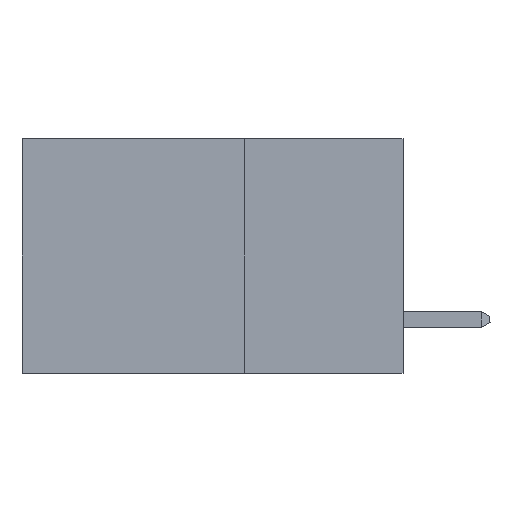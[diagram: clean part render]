
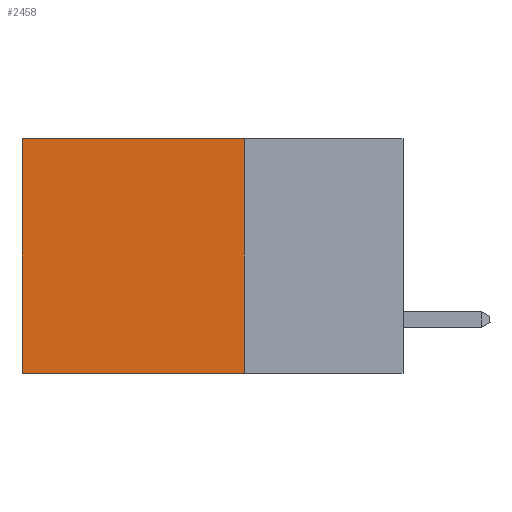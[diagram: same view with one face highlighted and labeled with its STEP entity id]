
A CAD part, left-side view. The second image highlights one B-rep face of the part: STEP entity #2458.
In plain terms, the highlighted planar face has unit normal (-1, 0, 0).
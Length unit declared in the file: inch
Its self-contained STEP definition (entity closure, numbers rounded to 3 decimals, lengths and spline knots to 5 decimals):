
#202 = ORIENTED_EDGE ( 'NONE', *, *, #15549, .F. ) ;
#255 = CARTESIAN_POINT ( 'NONE',  ( 0.2875, 0.25, -0.37 ) ) ;
#771 = EDGE_CURVE ( 'NONE', #1138, #12985, #4605, .T. ) ;
#1138 = VERTEX_POINT ( 'NONE', #10639 ) ;
#2458 = ADVANCED_FACE ( 'NONE', ( #5025 ), #11730, .F. ) ;
#3133 = LINE ( 'NONE', #255, #13790 ) ;
#3212 = CARTESIAN_POINT ( 'NONE',  ( 0.2875, 0.25, 0. ) ) ;
#3529 = LINE ( 'NONE', #17263, #4918 ) ;
#3792 = DIRECTION ( 'NONE',  ( 0., 0., -1. ) ) ;
#4605 = LINE ( 'NONE', #17098, #8832 ) ;
#4628 = DIRECTION ( 'NONE',  ( 0., 1., 0. ) ) ;
#4918 = VECTOR ( 'NONE', #9692, 39.37008 ) ;
#5025 = FACE_OUTER_BOUND ( 'NONE', #5747, .T. ) ;
#5747 = EDGE_LOOP ( 'NONE', ( #14015, #16901, #202, #6523 ) ) ;
#6256 = CARTESIAN_POINT ( 'NONE',  ( 0.2875, 0.6, -0.37 ) ) ;
#6523 = ORIENTED_EDGE ( 'NONE', *, *, #17966, .T. ) ;
#7056 = DIRECTION ( 'NONE',  ( 1., 0., 0. ) ) ;
#7253 = CARTESIAN_POINT ( 'NONE',  ( 0.2875, 0.25, 0. ) ) ;
#7773 = CARTESIAN_POINT ( 'NONE',  ( 0.2875, 0.25, 0. ) ) ;
#8832 = VECTOR ( 'NONE', #3792, 39.37008 ) ;
#9463 = VERTEX_POINT ( 'NONE', #15646 ) ;
#9692 = DIRECTION ( 'NONE',  ( 0., 1., 0. ) ) ;
#10186 = DIRECTION ( 'NONE',  ( 0., 0., -1. ) ) ;
#10639 = CARTESIAN_POINT ( 'NONE',  ( 0.2875, 0.6, 0. ) ) ;
#11730 = PLANE ( 'NONE',  #13897 ) ;
#12985 = VERTEX_POINT ( 'NONE', #6256 ) ;
#13790 = VECTOR ( 'NONE', #4628, 39.37008 ) ;
#13897 = AXIS2_PLACEMENT_3D ( 'NONE', #7253, #7056, #10186 ) ;
#14015 = ORIENTED_EDGE ( 'NONE', *, *, #771, .T. ) ;
#15015 = LINE ( 'NONE', #3212, #18470 ) ;
#15549 = EDGE_CURVE ( 'NONE', #18911, #9463, #15015, .T. ) ;
#15646 = CARTESIAN_POINT ( 'NONE',  ( 0.2875, 0.25, -0.37 ) ) ;
#16211 = EDGE_CURVE ( 'NONE', #9463, #12985, #3133, .T. ) ;
#16901 = ORIENTED_EDGE ( 'NONE', *, *, #16211, .F. ) ;
#17098 = CARTESIAN_POINT ( 'NONE',  ( 0.2875, 0.6, 0. ) ) ;
#17263 = CARTESIAN_POINT ( 'NONE',  ( 0.2875, 0.25, 0. ) ) ;
#17966 = EDGE_CURVE ( 'NONE', #18911, #1138, #3529, .T. ) ;
#18470 = VECTOR ( 'NONE', #19235, 39.37008 ) ;
#18911 = VERTEX_POINT ( 'NONE', #7773 ) ;
#19235 = DIRECTION ( 'NONE',  ( 0., 0., -1. ) ) ;
